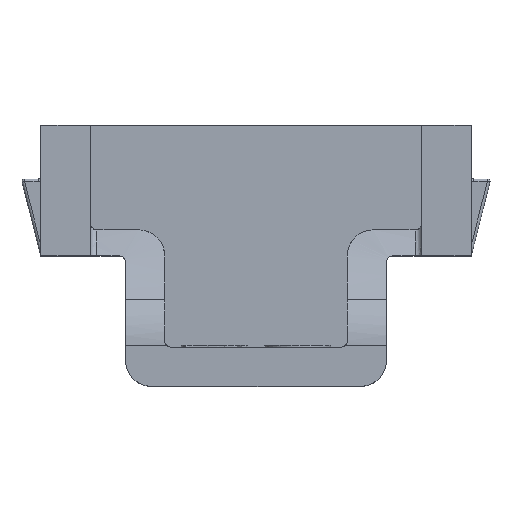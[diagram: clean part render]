
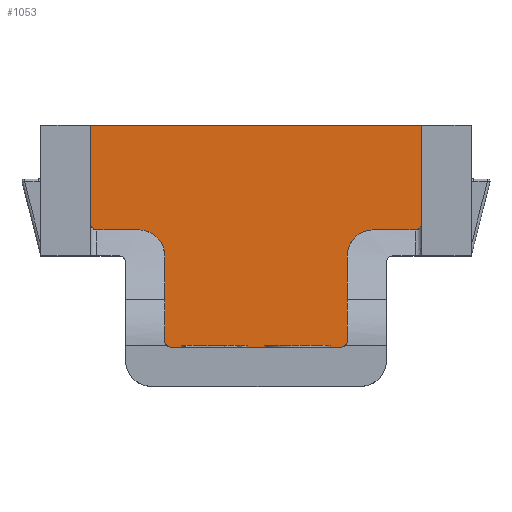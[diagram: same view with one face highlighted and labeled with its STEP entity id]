
A CAD part, top view. The second image highlights one B-rep face of the part: STEP entity #1053.
In plain terms, the highlighted planar face has unit normal (0, 0, 1).
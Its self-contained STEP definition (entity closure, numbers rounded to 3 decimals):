
#123 = CARTESIAN_POINT ( 'NONE',  ( 12.7, 0., 7.25 ) ) ;
#235 = CARTESIAN_POINT ( 'NONE',  ( -7., -10., 7.25 ) ) ;
#272 = EDGE_CURVE ( 'NONE', #7934, #1973, #5773, .T. ) ;
#298 = DIRECTION ( 'NONE',  ( 1., 0., 0. ) ) ;
#322 = CARTESIAN_POINT ( 'NONE',  ( 12.2, -7.5, 7.25 ) ) ;
#363 = VERTEX_POINT ( 'NONE', #3817 ) ;
#399 = VECTOR ( 'NONE', #1599, 1000. ) ;
#458 = CARTESIAN_POINT ( 'NONE',  ( 7., -16.5, 7.25 ) ) ;
#483 = CARTESIAN_POINT ( 'NONE',  ( -9., -8., 7.25 ) ) ;
#725 = DIRECTION ( 'NONE',  ( 0., 1., 0. ) ) ;
#791 = CARTESIAN_POINT ( 'NONE',  ( -12.7, 0., 7.25 ) ) ;
#807 = DIRECTION ( 'NONE',  ( 0., -1., 0. ) ) ;
#835 = CIRCLE ( 'NONE', #7597, 0.5 ) ;
#871 = ORIENTED_EDGE ( 'NONE', *, *, #1986, .T. ) ;
#981 = DIRECTION ( 'NONE',  ( 1., 0., 0. ) ) ;
#1053 = ADVANCED_FACE ( 'NONE', ( #3984 ), #1252, .T. ) ;
#1115 = DIRECTION ( 'NONE',  ( 0., 0., 1. ) ) ;
#1145 = VECTOR ( 'NONE', #807, 1000. ) ;
#1194 = DIRECTION ( 'NONE',  ( 1., 0., 0. ) ) ;
#1205 = EDGE_CURVE ( 'NONE', #6270, #7814, #5964, .T. ) ;
#1252 = PLANE ( 'NONE',  #6148 ) ;
#1341 = VECTOR ( 'NONE', #5817, 1000. ) ;
#1368 = EDGE_CURVE ( 'NONE', #5498, #4505, #5799, .T. ) ;
#1389 = CARTESIAN_POINT ( 'NONE',  ( 7., -16.5, 7.25 ) ) ;
#1466 = AXIS2_PLACEMENT_3D ( 'NONE', #322, #4883, #981 ) ;
#1474 = ORIENTED_EDGE ( 'NONE', *, *, #6033, .T. ) ;
#1559 = LINE ( 'NONE', #7239, #1145 ) ;
#1574 = DIRECTION ( 'NONE',  ( 0., 0., 1. ) ) ;
#1583 = CARTESIAN_POINT ( 'NONE',  ( -12.2, -7.5, 7.25 ) ) ;
#1599 = DIRECTION ( 'NONE',  ( 1., 0., 0. ) ) ;
#1670 = CARTESIAN_POINT ( 'NONE',  ( -7., -16.5, 7.25 ) ) ;
#1729 = CIRCLE ( 'NONE', #4247, 0.5 ) ;
#1791 = EDGE_CURVE ( 'NONE', #4735, #6697, #2366, .T. ) ;
#1898 = DIRECTION ( 'NONE',  ( 1., 0., 0. ) ) ;
#1973 = VERTEX_POINT ( 'NONE', #483 ) ;
#1986 = EDGE_CURVE ( 'NONE', #1973, #5498, #4722, .T. ) ;
#2003 = VERTEX_POINT ( 'NONE', #5075 ) ;
#2207 = EDGE_CURVE ( 'NONE', #7016, #4567, #1559, .T. ) ;
#2227 = ORIENTED_EDGE ( 'NONE', *, *, #1791, .T. ) ;
#2240 = DIRECTION ( 'NONE',  ( 1., 0., 0. ) ) ;
#2303 = CARTESIAN_POINT ( 'NONE',  ( 7., -10., 7.25 ) ) ;
#2353 = VECTOR ( 'NONE', #6862, 1000. ) ;
#2366 = CIRCLE ( 'NONE', #1466, 0.5 ) ;
#2506 = EDGE_CURVE ( 'NONE', #363, #6270, #835, .T. ) ;
#2582 = EDGE_CURVE ( 'NONE', #7000, #7016, #7095, .T. ) ;
#2612 = EDGE_LOOP ( 'NONE', ( #2227, #4640, #7595, #6924, #4089, #5105, #871, #4108, #1474, #4754, #3714, #2907, #7387, #6713 ) ) ;
#2907 = ORIENTED_EDGE ( 'NONE', *, *, #1205, .T. ) ;
#3012 = CARTESIAN_POINT ( 'NONE',  ( -12.2, -8., 7.25 ) ) ;
#3073 = LINE ( 'NONE', #5790, #1341 ) ;
#3081 = EDGE_CURVE ( 'NONE', #6697, #7000, #3073, .T. ) ;
#3120 = DIRECTION ( 'NONE',  ( -1., 0., 0. ) ) ;
#3537 = CARTESIAN_POINT ( 'NONE',  ( -7., -10., 7.25 ) ) ;
#3542 = CARTESIAN_POINT ( 'NONE',  ( 12.7, -7.5, 7.25 ) ) ;
#3714 = ORIENTED_EDGE ( 'NONE', *, *, #2506, .T. ) ;
#3759 = CARTESIAN_POINT ( 'NONE',  ( -12.2, -8., 7.25 ) ) ;
#3800 = CARTESIAN_POINT ( 'NONE',  ( -9., -10., 7.25 ) ) ;
#3817 = CARTESIAN_POINT ( 'NONE',  ( 6.5, -17., 7.25 ) ) ;
#3855 = CARTESIAN_POINT ( 'NONE',  ( 12.2, -7.5, 7.25 ) ) ;
#3984 = FACE_OUTER_BOUND ( 'NONE', #2612, .T. ) ;
#4089 = ORIENTED_EDGE ( 'NONE', *, *, #5481, .T. ) ;
#4108 = ORIENTED_EDGE ( 'NONE', *, *, #1368, .T. ) ;
#4127 = VECTOR ( 'NONE', #4803, 1000. ) ;
#4241 = DIRECTION ( 'NONE',  ( 0., 0., -1. ) ) ;
#4247 = AXIS2_PLACEMENT_3D ( 'NONE', #1583, #6097, #2240 ) ;
#4282 = VECTOR ( 'NONE', #725, 1000. ) ;
#4319 = VERTEX_POINT ( 'NONE', #6627 ) ;
#4349 = CARTESIAN_POINT ( 'NONE',  ( -12.7, -7.5, 7.25 ) ) ;
#4440 = DIRECTION ( 'NONE',  ( 1., 0., 0. ) ) ;
#4505 = VERTEX_POINT ( 'NONE', #1670 ) ;
#4540 = CARTESIAN_POINT ( 'NONE',  ( 12.2, -8., 7.25 ) ) ;
#4567 = VERTEX_POINT ( 'NONE', #4349 ) ;
#4640 = ORIENTED_EDGE ( 'NONE', *, *, #3081, .T. ) ;
#4722 = CIRCLE ( 'NONE', #7494, 2. ) ;
#4735 = VERTEX_POINT ( 'NONE', #4540 ) ;
#4754 = ORIENTED_EDGE ( 'NONE', *, *, #6829, .T. ) ;
#4803 = DIRECTION ( 'NONE',  ( 0., -1., 0. ) ) ;
#4839 = CARTESIAN_POINT ( 'NONE',  ( 9., -8., 7.25 ) ) ;
#4883 = DIRECTION ( 'NONE',  ( 0., 0., 1. ) ) ;
#4960 = EDGE_CURVE ( 'NONE', #4319, #4735, #7286, .T. ) ;
#5011 = CARTESIAN_POINT ( 'NONE',  ( 6.5, -16.5, 7.25 ) ) ;
#5075 = CARTESIAN_POINT ( 'NONE',  ( -6.5, -17., 7.25 ) ) ;
#5105 = ORIENTED_EDGE ( 'NONE', *, *, #272, .T. ) ;
#5445 = CARTESIAN_POINT ( 'NONE',  ( -6.5, -16.5, 7.25 ) ) ;
#5481 = EDGE_CURVE ( 'NONE', #4567, #7934, #1729, .T. ) ;
#5498 = VERTEX_POINT ( 'NONE', #3537 ) ;
#5624 = AXIS2_PLACEMENT_3D ( 'NONE', #5445, #1574, #6090 ) ;
#5645 = DIRECTION ( 'NONE',  ( 1., 0., 0. ) ) ;
#5764 = DIRECTION ( 'NONE',  ( 0., 0., 1. ) ) ;
#5773 = LINE ( 'NONE', #3012, #2353 ) ;
#5790 = CARTESIAN_POINT ( 'NONE',  ( 12.7, -7.5, 7.25 ) ) ;
#5799 = LINE ( 'NONE', #235, #4127 ) ;
#5817 = DIRECTION ( 'NONE',  ( 0., 1., 0. ) ) ;
#5853 = CIRCLE ( 'NONE', #5624, 0.5 ) ;
#5964 = LINE ( 'NONE', #1389, #4282 ) ;
#6033 = EDGE_CURVE ( 'NONE', #4505, #2003, #5853, .T. ) ;
#6081 = EDGE_CURVE ( 'NONE', #7814, #4319, #7155, .T. ) ;
#6090 = DIRECTION ( 'NONE',  ( 1., 0., 0. ) ) ;
#6097 = DIRECTION ( 'NONE',  ( 0., 0., 1. ) ) ;
#6148 = AXIS2_PLACEMENT_3D ( 'NONE', #3855, #5764, #1898 ) ;
#6270 = VERTEX_POINT ( 'NONE', #458 ) ;
#6341 = CARTESIAN_POINT ( 'NONE',  ( -6.5, -17., 7.25 ) ) ;
#6627 = CARTESIAN_POINT ( 'NONE',  ( 9., -8., 7.25 ) ) ;
#6650 = VECTOR ( 'NONE', #1194, 1000. ) ;
#6697 = VERTEX_POINT ( 'NONE', #3542 ) ;
#6713 = ORIENTED_EDGE ( 'NONE', *, *, #4960, .T. ) ;
#6829 = EDGE_CURVE ( 'NONE', #2003, #363, #8353, .T. ) ;
#6862 = DIRECTION ( 'NONE',  ( 1., 0., 0. ) ) ;
#6885 = VECTOR ( 'NONE', #3120, 1000. ) ;
#6924 = ORIENTED_EDGE ( 'NONE', *, *, #2207, .T. ) ;
#7000 = VERTEX_POINT ( 'NONE', #123 ) ;
#7016 = VERTEX_POINT ( 'NONE', #791 ) ;
#7095 = LINE ( 'NONE', #8236, #6885 ) ;
#7155 = CIRCLE ( 'NONE', #7331, 2. ) ;
#7239 = CARTESIAN_POINT ( 'NONE',  ( -12.7, 0., 7.25 ) ) ;
#7286 = LINE ( 'NONE', #4839, #399 ) ;
#7331 = AXIS2_PLACEMENT_3D ( 'NONE', #8041, #4241, #298 ) ;
#7387 = ORIENTED_EDGE ( 'NONE', *, *, #6081, .T. ) ;
#7494 = AXIS2_PLACEMENT_3D ( 'NONE', #3800, #8244, #4440 ) ;
#7595 = ORIENTED_EDGE ( 'NONE', *, *, #2582, .T. ) ;
#7597 = AXIS2_PLACEMENT_3D ( 'NONE', #5011, #1115, #5645 ) ;
#7814 = VERTEX_POINT ( 'NONE', #2303 ) ;
#7934 = VERTEX_POINT ( 'NONE', #3759 ) ;
#8041 = CARTESIAN_POINT ( 'NONE',  ( 9., -10., 7.25 ) ) ;
#8236 = CARTESIAN_POINT ( 'NONE',  ( 12.7, 0., 7.25 ) ) ;
#8244 = DIRECTION ( 'NONE',  ( 0., 0., -1. ) ) ;
#8353 = LINE ( 'NONE', #6341, #6650 ) ;
